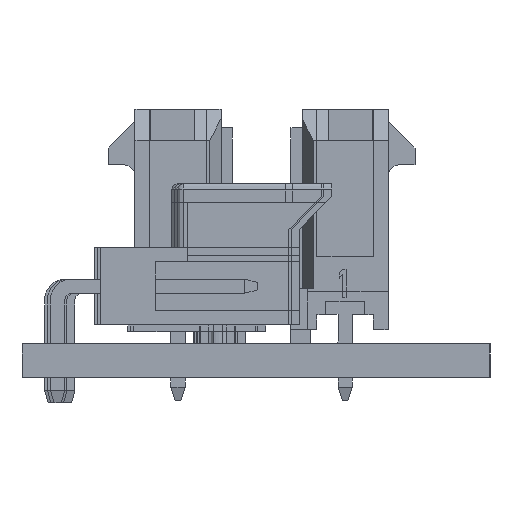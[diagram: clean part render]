
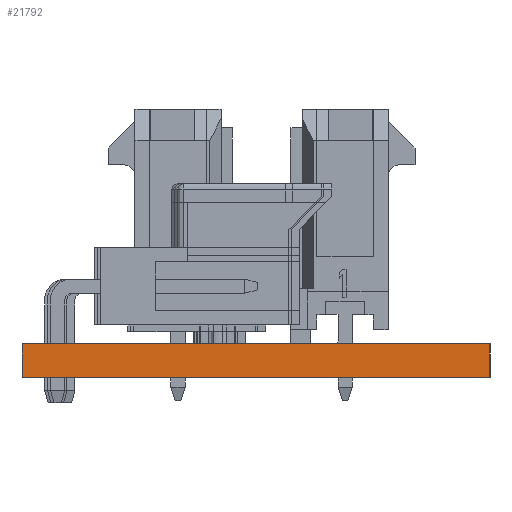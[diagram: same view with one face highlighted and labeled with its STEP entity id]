
A CAD part, left-side view. The second image highlights one B-rep face of the part: STEP entity #21792.
In plain terms, the highlighted planar face has unit normal (-1, 0, 0).
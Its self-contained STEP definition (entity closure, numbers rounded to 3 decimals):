
#21736 = VERTEX_POINT('',#21737);
#21737 = CARTESIAN_POINT('',(-261.37,-10.5,1.51));
#21743 = EDGE_CURVE('',#21744,#21736,#21746,.T.);
#21744 = VERTEX_POINT('',#21745);
#21745 = CARTESIAN_POINT('',(-261.37,-10.5,0.));
#21746 = LINE('',#21747,#21748);
#21747 = CARTESIAN_POINT('',(-261.37,-10.5,0.));
#21748 = VECTOR('',#21749,1.);
#21749 = DIRECTION('',(0.,0.,1.));
#21792 = ADVANCED_FACE('',(#21793),#21818,.T.);
#21793 = FACE_BOUND('',#21794,.T.);
#21794 = EDGE_LOOP('',(#21795,#21796,#21804,#21812));
#21795 = ORIENTED_EDGE('',*,*,#21743,.T.);
#21796 = ORIENTED_EDGE('',*,*,#21797,.T.);
#21797 = EDGE_CURVE('',#21736,#21798,#21800,.T.);
#21798 = VERTEX_POINT('',#21799);
#21799 = CARTESIAN_POINT('',(-261.37,10.5,1.51));
#21800 = LINE('',#21801,#21802);
#21801 = CARTESIAN_POINT('',(-261.37,-10.5,1.51));
#21802 = VECTOR('',#21803,1.);
#21803 = DIRECTION('',(0.,1.,0.));
#21804 = ORIENTED_EDGE('',*,*,#21805,.F.);
#21805 = EDGE_CURVE('',#21806,#21798,#21808,.T.);
#21806 = VERTEX_POINT('',#21807);
#21807 = CARTESIAN_POINT('',(-261.37,10.5,0.));
#21808 = LINE('',#21809,#21810);
#21809 = CARTESIAN_POINT('',(-261.37,10.5,0.));
#21810 = VECTOR('',#21811,1.);
#21811 = DIRECTION('',(0.,0.,1.));
#21812 = ORIENTED_EDGE('',*,*,#21813,.F.);
#21813 = EDGE_CURVE('',#21744,#21806,#21814,.T.);
#21814 = LINE('',#21815,#21816);
#21815 = CARTESIAN_POINT('',(-261.37,-10.5,0.));
#21816 = VECTOR('',#21817,1.);
#21817 = DIRECTION('',(0.,1.,0.));
#21818 = PLANE('',#21819);
#21819 = AXIS2_PLACEMENT_3D('',#21820,#21821,#21822);
#21820 = CARTESIAN_POINT('',(-261.37,-10.5,0.));
#21821 = DIRECTION('',(-1.,0.,0.));
#21822 = DIRECTION('',(0.,1.,0.));
